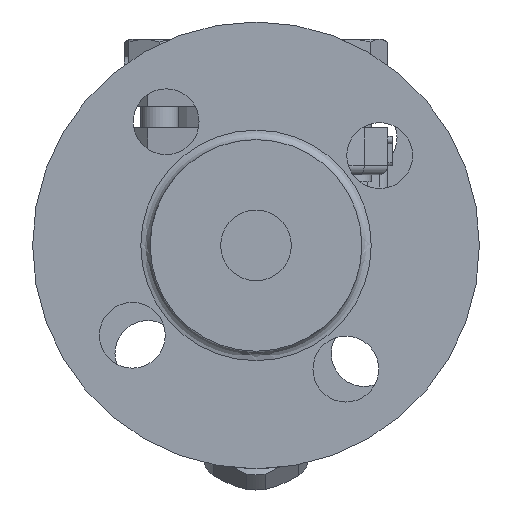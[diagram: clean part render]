
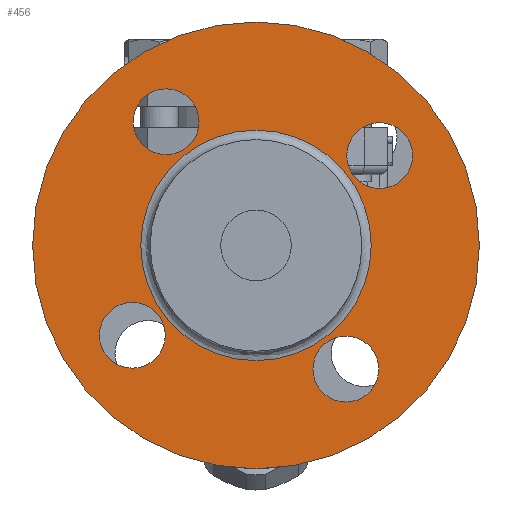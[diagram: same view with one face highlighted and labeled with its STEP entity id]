
A CAD part, left-side view. The second image highlights one B-rep face of the part: STEP entity #456.
In plain terms, the highlighted planar face has unit normal (-1, 0, 0).
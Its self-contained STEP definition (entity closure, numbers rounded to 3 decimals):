
#230=CARTESIAN_POINT('',(-73.0,0.0,22.5));
#231=VERTEX_POINT('',#230);
#232=CARTESIAN_POINT('',(-73.0,0.0,-25.));
#233=DIRECTION('',(-1.0,0.0,0.0));
#234=DIRECTION('',(0.0,0.0,1.0));
#235=AXIS2_PLACEMENT_3D('',#232,#233,#234);
#236=CIRCLE('',#235,47.5);
#237=EDGE_CURVE('',#231,#231,#236,.T.);
#378=CARTESIAN_POINT('',(-73.0,0.0,-0.5));
#379=VERTEX_POINT('',#378);
#380=CARTESIAN_POINT('',(-73.0,0.0,-25.));
#381=DIRECTION('',(-1.0,0.0,0.0));
#382=DIRECTION('',(0.0,0.0,-1.0));
#383=AXIS2_PLACEMENT_3D('',#380,#381,#382);
#384=CIRCLE('',#383,24.5);
#385=EDGE_CURVE('',#379,#379,#384,.T.);
#401=CARTESIAN_POINT('',(-73.0,0.0,10.));
#402=DIRECTION('',(-1.0,0.0,0.0));
#403=DIRECTION('',(0.0,0.0,1.0));
#404=AXIS2_PLACEMENT_3D('',#401,#402,#403);
#405=PLANE('',#404);
#406=ORIENTED_EDGE('',*,*,#237,.T.);
#407=EDGE_LOOP('',(#406));
#408=FACE_OUTER_BOUND('',#407,.T.);
#409=CARTESIAN_POINT('',(-73.0,-26.293,1.103));
#410=VERTEX_POINT('',#409);
#411=CARTESIAN_POINT('',(-73.0,-26.293,-5.897));
#412=DIRECTION('',(1.0,0.0,0.0));
#413=DIRECTION('',(0.0,0.0,1.0));
#414=AXIS2_PLACEMENT_3D('',#411,#412,#413);
#415=CIRCLE('',#414,7.);
#416=EDGE_CURVE('',#410,#410,#415,.T.);
#417=ORIENTED_EDGE('',*,*,#416,.T.);
#418=EDGE_LOOP('',(#417));
#419=FACE_BOUND('',#418,.T.);
#420=CARTESIAN_POINT('',(-73.0,26.103,1.293));
#421=VERTEX_POINT('',#420);
#422=CARTESIAN_POINT('',(-73.0,19.103,1.293));
#423=DIRECTION('',(1.0,0.0,0.0));
#424=DIRECTION('',(0.0,1.0,0.0));
#425=AXIS2_PLACEMENT_3D('',#422,#423,#424);
#426=CIRCLE('',#425,7.);
#427=EDGE_CURVE('',#421,#421,#426,.T.);
#428=ORIENTED_EDGE('',*,*,#427,.T.);
#429=EDGE_LOOP('',(#428));
#430=FACE_BOUND('',#429,.T.);
#431=CARTESIAN_POINT('',(-73.0,26.293,-51.103));
#432=VERTEX_POINT('',#431);
#433=CARTESIAN_POINT('',(-73.0,26.293,-44.103));
#434=DIRECTION('',(1.0,0.0,0.0));
#435=DIRECTION('',(0.0,0.0,-1.0));
#436=AXIS2_PLACEMENT_3D('',#433,#434,#435);
#437=CIRCLE('',#436,7.);
#438=EDGE_CURVE('',#432,#432,#437,.T.);
#439=ORIENTED_EDGE('',*,*,#438,.T.);
#440=EDGE_LOOP('',(#439));
#441=FACE_BOUND('',#440,.T.);
#442=CARTESIAN_POINT('',(-73.0,-26.103,-51.293));
#443=VERTEX_POINT('',#442);
#444=CARTESIAN_POINT('',(-73.0,-19.103,-51.293));
#445=DIRECTION('',(1.0,0.0,0.0));
#446=DIRECTION('',(0.0,-1.0,0.0));
#447=AXIS2_PLACEMENT_3D('',#444,#445,#446);
#448=CIRCLE('',#447,7.);
#449=EDGE_CURVE('',#443,#443,#448,.T.);
#450=ORIENTED_EDGE('',*,*,#449,.T.);
#451=EDGE_LOOP('',(#450));
#452=FACE_BOUND('',#451,.T.);
#453=ORIENTED_EDGE('',*,*,#385,.F.);
#454=EDGE_LOOP('',(#453));
#455=FACE_BOUND('',#454,.T.);
#456=ADVANCED_FACE('',(#408,#419,#430,#441,#452,#455),#405,.T.);
